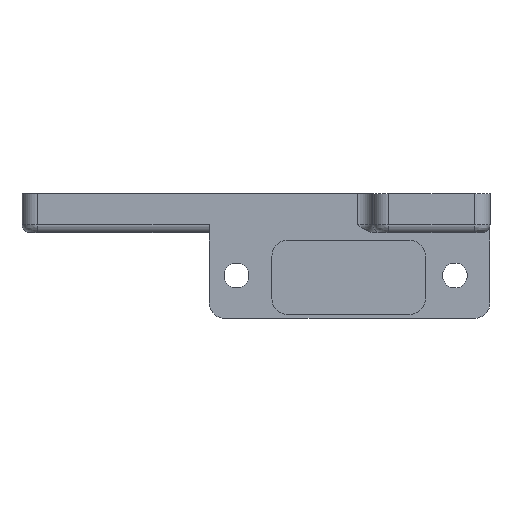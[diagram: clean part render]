
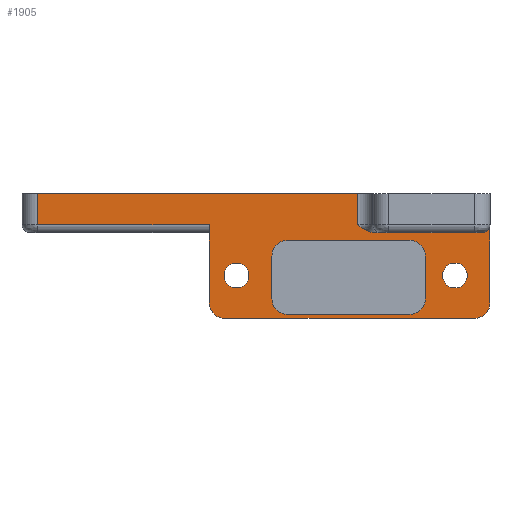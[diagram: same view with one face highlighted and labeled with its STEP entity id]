
A CAD part, left-side view. The second image highlights one B-rep face of the part: STEP entity #1905.
In plain terms, the highlighted planar face has unit normal (-1, 0, 0).
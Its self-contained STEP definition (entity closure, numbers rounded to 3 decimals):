
#43=FACE_BOUND('',#361,.T.);
#44=FACE_BOUND('',#362,.T.);
#45=FACE_BOUND('',#363,.T.);
#75=PLANE('',#2126);
#76=B_SPLINE_CURVE_WITH_KNOTS('',3,(#2717,#2718,#2719,#2720,#2721,#2722),
 .UNSPECIFIED.,.F.,.F.,(4,2,4),(0.567,0.656,0.801),
 .UNSPECIFIED.);
#241=FACE_OUTER_BOUND('',#360,.T.);
#360=EDGE_LOOP('',(#1734,#1735,#1736,#1737,#1738,#1739,#1740,#1741,#1742,
#1743,#1744,#1745));
#361=EDGE_LOOP('',(#1746));
#362=EDGE_LOOP('',(#1747));
#363=EDGE_LOOP('',(#1748,#1749,#1750,#1751,#1752,#1753,#1754,#1755));
#371=LINE('',#2730,#492);
#378=LINE('',#2749,#499);
#385=LINE('',#2769,#506);
#408=LINE('',#2965,#529);
#412=LINE('',#2974,#533);
#435=LINE('',#3385,#556);
#454=LINE('',#3962,#575);
#458=LINE('',#3974,#579);
#463=LINE('',#3991,#584);
#465=LINE('',#4001,#586);
#466=LINE('',#4003,#587);
#469=LINE('',#4016,#590);
#492=VECTOR('',#2172,10.);
#499=VECTOR('',#2193,10.);
#506=VECTOR('',#2208,10.);
#529=VECTOR('',#2327,10.);
#533=VECTOR('',#2337,10.);
#556=VECTOR('',#2444,10.);
#575=VECTOR('',#2561,10.);
#579=VECTOR('',#2573,10.);
#584=VECTOR('',#2590,10.);
#586=VECTOR('',#2604,10.);
#587=VECTOR('',#2607,10.);
#590=VECTOR('',#2624,10.);
#607=CIRCLE('',#1922,1.);
#657=CIRCLE('',#1998,2.);
#658=CIRCLE('',#2001,2.);
#715=CIRCLE('',#2089,2.);
#717=CIRCLE('',#2093,2.);
#719=CIRCLE('',#2097,2.);
#721=CIRCLE('',#2102,2.);
#725=CIRCLE('',#2111,1.6);
#726=CIRCLE('',#2113,1.6);
#730=VERTEX_POINT('',#2669);
#731=VERTEX_POINT('',#2671);
#740=VERTEX_POINT('',#2715);
#741=VERTEX_POINT('',#2716);
#743=VERTEX_POINT('',#2728);
#748=VERTEX_POINT('',#2748);
#754=VERTEX_POINT('',#2762);
#757=VERTEX_POINT('',#2767);
#797=VERTEX_POINT('',#2963);
#798=VERTEX_POINT('',#2968);
#799=VERTEX_POINT('',#2972);
#842=VERTEX_POINT('',#3383);
#878=VERTEX_POINT('',#3952);
#879=VERTEX_POINT('',#3954);
#881=VERTEX_POINT('',#3960);
#883=VERTEX_POINT('',#3966);
#885=VERTEX_POINT('',#3972);
#888=VERTEX_POINT('',#3979);
#889=VERTEX_POINT('',#3981);
#891=VERTEX_POINT('',#3990);
#895=VERTEX_POINT('',#4008);
#896=VERTEX_POINT('',#4012);
#906=EDGE_CURVE('',#730,#731,#607,.F.);
#920=EDGE_CURVE('',#740,#741,#76,.F.);
#925=EDGE_CURVE('',#743,#740,#371,.T.);
#934=EDGE_CURVE('',#731,#748,#378,.T.);
#944=EDGE_CURVE('',#757,#754,#385,.T.);
#1005=EDGE_CURVE('',#757,#797,#408,.T.);
#1008=EDGE_CURVE('',#798,#797,#657,.T.);
#1010=EDGE_CURVE('',#799,#798,#412,.T.);
#1011=EDGE_CURVE('',#748,#799,#658,.T.);
#1078=EDGE_CURVE('',#842,#743,#435,.T.);
#1141=EDGE_CURVE('',#878,#879,#715,.T.);
#1145=EDGE_CURVE('',#878,#881,#454,.T.);
#1148=EDGE_CURVE('',#883,#881,#717,.T.);
#1151=EDGE_CURVE('',#883,#885,#458,.T.);
#1154=EDGE_CURVE('',#888,#889,#719,.T.);
#1159=EDGE_CURVE('',#891,#889,#463,.T.);
#1161=EDGE_CURVE('',#891,#885,#721,.T.);
#1164=EDGE_CURVE('',#754,#842,#465,.T.);
#1165=EDGE_CURVE('',#741,#730,#466,.T.);
#1167=EDGE_CURVE('',#895,#895,#725,.T.);
#1169=EDGE_CURVE('',#896,#896,#726,.T.);
#1171=EDGE_CURVE('',#888,#879,#469,.T.);
#1734=ORIENTED_EDGE('',*,*,#1005,.T.);
#1735=ORIENTED_EDGE('',*,*,#1008,.F.);
#1736=ORIENTED_EDGE('',*,*,#1010,.F.);
#1737=ORIENTED_EDGE('',*,*,#1011,.F.);
#1738=ORIENTED_EDGE('',*,*,#934,.F.);
#1739=ORIENTED_EDGE('',*,*,#906,.F.);
#1740=ORIENTED_EDGE('',*,*,#1165,.F.);
#1741=ORIENTED_EDGE('',*,*,#920,.F.);
#1742=ORIENTED_EDGE('',*,*,#925,.F.);
#1743=ORIENTED_EDGE('',*,*,#1078,.F.);
#1744=ORIENTED_EDGE('',*,*,#1164,.F.);
#1745=ORIENTED_EDGE('',*,*,#944,.F.);
#1746=ORIENTED_EDGE('',*,*,#1167,.T.);
#1747=ORIENTED_EDGE('',*,*,#1169,.T.);
#1748=ORIENTED_EDGE('',*,*,#1159,.T.);
#1749=ORIENTED_EDGE('',*,*,#1154,.F.);
#1750=ORIENTED_EDGE('',*,*,#1171,.T.);
#1751=ORIENTED_EDGE('',*,*,#1141,.F.);
#1752=ORIENTED_EDGE('',*,*,#1145,.T.);
#1753=ORIENTED_EDGE('',*,*,#1148,.F.);
#1754=ORIENTED_EDGE('',*,*,#1151,.T.);
#1755=ORIENTED_EDGE('',*,*,#1161,.F.);
#1905=ADVANCED_FACE('',(#241,#43,#44,#45),#75,.T.);
#1922=AXIS2_PLACEMENT_3D('',#2672,#2134,#2135);
#1998=AXIS2_PLACEMENT_3D('',#2970,#2332,#2333);
#2001=AXIS2_PLACEMENT_3D('',#2976,#2340,#2341);
#2089=AXIS2_PLACEMENT_3D('',#3955,#2554,#2555);
#2093=AXIS2_PLACEMENT_3D('',#3968,#2567,#2568);
#2097=AXIS2_PLACEMENT_3D('',#3982,#2579,#2580);
#2102=AXIS2_PLACEMENT_3D('',#3994,#2594,#2595);
#2111=AXIS2_PLACEMENT_3D('',#4009,#2614,#2615);
#2113=AXIS2_PLACEMENT_3D('',#4013,#2619,#2620);
#2126=AXIS2_PLACEMENT_3D('',#4050,#2662,#2663);
#2134=DIRECTION('center_axis',(1.,0.,0.));
#2135=DIRECTION('ref_axis',(0.,-0.707,-0.707));
#2172=DIRECTION('',(0.,0.,-1.));
#2193=DIRECTION('',(0.,0.,-1.));
#2208=DIRECTION('',(0.,1.,0.));
#2327=DIRECTION('',(0.,0.,-1.));
#2332=DIRECTION('center_axis',(1.,0.,0.));
#2333=DIRECTION('ref_axis',(0.,0.707,-0.707));
#2337=DIRECTION('',(0.,1.,0.));
#2340=DIRECTION('center_axis',(1.,0.,0.));
#2341=DIRECTION('ref_axis',(0.,-0.707,-0.707));
#2444=DIRECTION('',(0.,-1.,0.));
#2554=DIRECTION('center_axis',(-1.,0.,0.));
#2555=DIRECTION('ref_axis',(0.,-0.707,-0.707));
#2561=DIRECTION('',(0.,1.,0.));
#2567=DIRECTION('center_axis',(-1.,0.,0.));
#2568=DIRECTION('ref_axis',(0.,0.707,-0.707));
#2573=DIRECTION('',(0.,0.,1.));
#2579=DIRECTION('center_axis',(-1.,0.,0.));
#2580=DIRECTION('ref_axis',(0.,-0.707,0.707));
#2590=DIRECTION('',(0.,-1.,0.));
#2594=DIRECTION('center_axis',(-1.,0.,0.));
#2595=DIRECTION('ref_axis',(0.,0.707,0.707));
#2604=DIRECTION('',(0.,0.,1.));
#2607=DIRECTION('',(0.,-1.,0.));
#2614=DIRECTION('center_axis',(1.,0.,0.));
#2615=DIRECTION('ref_axis',(0.,0.,1.));
#2619=DIRECTION('center_axis',(1.,0.,0.));
#2620=DIRECTION('ref_axis',(0.,0.,1.));
#2624=DIRECTION('',(0.,0.,-1.));
#2662=DIRECTION('center_axis',(-1.,0.,0.));
#2663=DIRECTION('ref_axis',(0.,1.,0.));
#2669=CARTESIAN_POINT('',(-10.,37.65,-19.));
#2671=CARTESIAN_POINT('',(-10.,36.65,-18.));
#2672=CARTESIAN_POINT('Origin',(-10.,37.65,-18.));
#2715=CARTESIAN_POINT('',(-10.,53.65,-18.));
#2716=CARTESIAN_POINT('',(-10.,51.414,-19.));
#2717=CARTESIAN_POINT('Ctrl Pts',(-10.,51.414,-19.));
#2718=CARTESIAN_POINT('Ctrl Pts',(-10.,51.71,-19.));
#2719=CARTESIAN_POINT('Ctrl Pts',(-10.,52.053,-18.912));
#2720=CARTESIAN_POINT('Ctrl Pts',(-10.,52.775,-18.612));
#2721=CARTESIAN_POINT('Ctrl Pts',(-10.,53.253,-18.28));
#2722=CARTESIAN_POINT('Ctrl Pts',(-10.,53.65,-18.));
#2728=CARTESIAN_POINT('',(-10.,53.65,-14.));
#2730=CARTESIAN_POINT('',(-10.,53.65,-14.));
#2748=CARTESIAN_POINT('',(-10.,36.65,-28.));
#2749=CARTESIAN_POINT('',(-10.,36.65,-19.));
#2762=CARTESIAN_POINT('',(-10.,94.65,-18.));
#2767=CARTESIAN_POINT('',(-10.,72.65,-18.));
#2769=CARTESIAN_POINT('',(-10.,59.15,-18.));
#2963=CARTESIAN_POINT('',(-10.,72.65,-28.));
#2965=CARTESIAN_POINT('',(-10.,72.65,-19.));
#2968=CARTESIAN_POINT('',(-10.,70.65,-30.));
#2970=CARTESIAN_POINT('Origin',(-10.,70.65,-28.));
#2972=CARTESIAN_POINT('',(-10.,38.65,-30.));
#2974=CARTESIAN_POINT('',(-10.,36.65,-30.));
#2976=CARTESIAN_POINT('Origin',(-10.,38.65,-28.));
#3383=CARTESIAN_POINT('',(-10.,94.65,-14.));
#3385=CARTESIAN_POINT('',(-10.,96.65,-14.));
#3952=CARTESIAN_POINT('',(-10.,46.95,-29.5));
#3954=CARTESIAN_POINT('',(-10.,44.95,-27.5));
#3955=CARTESIAN_POINT('Origin',(-10.,46.95,-27.5));
#3960=CARTESIAN_POINT('',(-10.,62.613,-29.5));
#3962=CARTESIAN_POINT('',(-10.,48.3,-29.5));
#3966=CARTESIAN_POINT('',(-10.,64.613,-27.5));
#3968=CARTESIAN_POINT('Origin',(-10.,62.613,-27.5));
#3972=CARTESIAN_POINT('',(-10.,64.613,-22.));
#3974=CARTESIAN_POINT('',(-10.,64.613,-21.75));
#3979=CARTESIAN_POINT('',(-10.,44.95,-22.));
#3981=CARTESIAN_POINT('',(-10.,46.95,-20.));
#3982=CARTESIAN_POINT('Origin',(-10.,46.95,-22.));
#3990=CARTESIAN_POINT('',(-10.,62.613,-20.));
#3991=CARTESIAN_POINT('',(-10.,58.131,-20.));
#3994=CARTESIAN_POINT('Origin',(-10.,62.613,-22.));
#4001=CARTESIAN_POINT('',(-10.,94.65,-14.));
#4003=CARTESIAN_POINT('',(-10.,51.65,-19.));
#4008=CARTESIAN_POINT('',(-10.,69.15,-26.1));
#4009=CARTESIAN_POINT('Origin',(-10.,69.15,-24.5));
#4012=CARTESIAN_POINT('',(-10.,41.15,-26.1));
#4013=CARTESIAN_POINT('Origin',(-10.,41.15,-24.5));
#4016=CARTESIAN_POINT('',(-10.,44.95,-17.));
#4050=CARTESIAN_POINT('Origin',(-10.,51.65,-14.));
